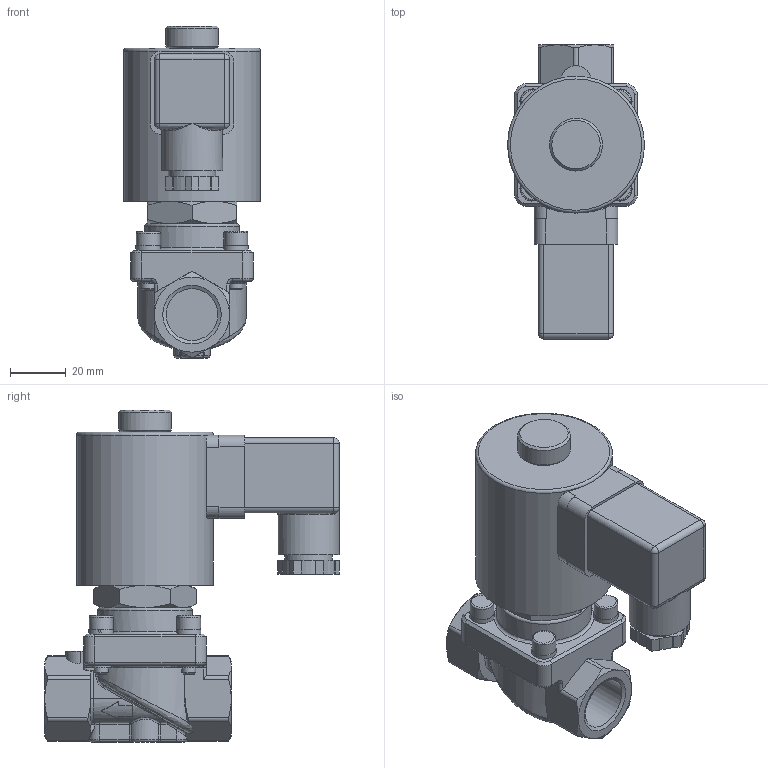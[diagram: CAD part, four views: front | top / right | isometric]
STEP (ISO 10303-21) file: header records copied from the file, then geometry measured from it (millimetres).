
FILE_DESCRIPTION(/* description */ ('3D-Modell'),/* implementation_level */ '2;1');
FILE_NAME(/* name */ '035.000060_A3523-0804-.802.stp',/* time_stamp */ '2019-05-09T08:32:31+02:00',/* author */ ('EFast'),/* organization */ (''),/* preprocessor_version */ 'ST-DEVELOPER v16.1',/* originating_system */ 'Autodesk Inventor 2016',/* authorisation */ '');
FILE_SCHEMA (('AUTOMOTIVE_DESIGN { 1 0 10303 214 3 1 1 }'));
Length unit declared in the file: millimetre
Products named in the file (1): 88-002716
Bounding box: 49.2 x 105.8 x 119.3 mm (x, y, z)
Volume: 224502.1 mm3; surface area: 34658.4 mm2
Topology: 1 solids, 1 shells, 401 faces, 997 edges, 606 vertices
Faces by surface type: plane 141, cylinder 127, cone 46, torus 43, bspline 30, sphere 14
Full cylindrical faces by diameter (mm): 3.242 x2, 5 x6, 8.5 x4, 17 x1, 18.631 x2, 19 x1, 22 x1, 34 x1, 49.2 x1
Entity records: 15057 total; most frequent: CARTESIAN_POINT 6042, DIRECTION 1889, ORIENTED_EDGE 1866, EDGE_CURVE 931, AXIS2_PLACEMENT_3D 767, VERTEX_POINT 590, EDGE_LOOP 463, FACE_OUTER_BOUND 401
